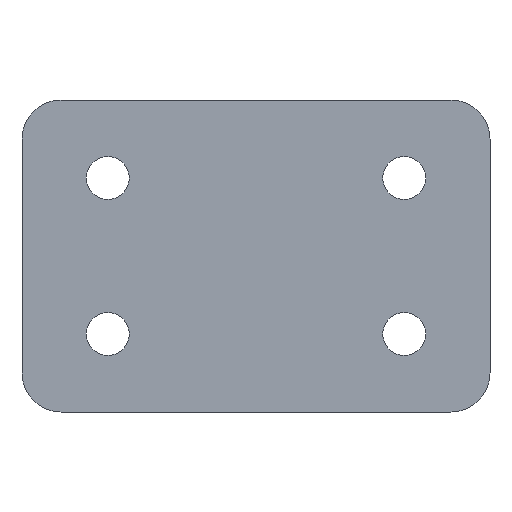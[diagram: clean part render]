
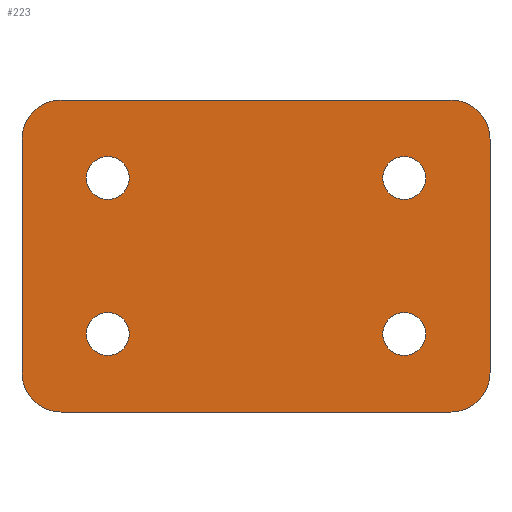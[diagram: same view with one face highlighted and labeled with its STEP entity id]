
A CAD part, front view. The second image highlights one B-rep face of the part: STEP entity #223.
In plain terms, the highlighted planar face has unit normal (0, -1, 0).
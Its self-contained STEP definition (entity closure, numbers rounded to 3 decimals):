
#5 = AXIS2_PLACEMENT_3D ( 'NONE', #609, #148, #114 ) ;
#8 = CIRCLE ( 'NONE', #416, 2.75 ) ;
#9 = CARTESIAN_POINT ( 'NONE',  ( -19., 0., 12.75 ) ) ;
#16 = ORIENTED_EDGE ( 'NONE', *, *, #612, .T. ) ;
#17 = AXIS2_PLACEMENT_3D ( 'NONE', #185, #337, #397 ) ;
#28 = VERTEX_POINT ( 'NONE', #629 ) ;
#32 = DIRECTION ( 'NONE',  ( 0., 0., -1. ) ) ;
#34 = CARTESIAN_POINT ( 'NONE',  ( -25., 0., 15. ) ) ;
#36 = AXIS2_PLACEMENT_3D ( 'NONE', #442, #335, #349 ) ;
#39 = CARTESIAN_POINT ( 'NONE',  ( -25., 0., -20. ) ) ;
#40 = VERTEX_POINT ( 'NONE', #121 ) ;
#44 = CIRCLE ( 'NONE', #17, 5. ) ;
#46 = CARTESIAN_POINT ( 'NONE',  ( 19., 0., 7.25 ) ) ;
#48 = EDGE_CURVE ( 'NONE', #661, #139, #553, .T. ) ;
#56 = DIRECTION ( 'NONE',  ( 0., 1., 0. ) ) ;
#62 = AXIS2_PLACEMENT_3D ( 'NONE', #188, #438, #499 ) ;
#68 = ORIENTED_EDGE ( 'NONE', *, *, #154, .F. ) ;
#74 = EDGE_CURVE ( 'NONE', #517, #220, #361, .T. ) ;
#79 = CARTESIAN_POINT ( 'NONE',  ( -30., 0., 15. ) ) ;
#80 = AXIS2_PLACEMENT_3D ( 'NONE', #109, #260, #217 ) ;
#89 = CARTESIAN_POINT ( 'NONE',  ( 19., 0., -12.75 ) ) ;
#91 = AXIS2_PLACEMENT_3D ( 'NONE', #325, #56, #115 ) ;
#100 = EDGE_LOOP ( 'NONE', ( #641, #652, #378, #569, #556, #251, #68, #343 ) ) ;
#107 = EDGE_CURVE ( 'NONE', #596, #454, #423, .T. ) ;
#109 = CARTESIAN_POINT ( 'NONE',  ( 25., 0., -15. ) ) ;
#110 = VECTOR ( 'NONE', #453, 1000. ) ;
#111 = DIRECTION ( 'NONE',  ( 0., 1., 0. ) ) ;
#114 = DIRECTION ( 'NONE',  ( 0., 0., 1. ) ) ;
#115 = DIRECTION ( 'NONE',  ( 0., 0., 1. ) ) ;
#116 = DIRECTION ( 'NONE',  ( 0., 0., -1. ) ) ;
#121 = CARTESIAN_POINT ( 'NONE',  ( 25., 0., 20. ) ) ;
#124 = VECTOR ( 'NONE', #369, 1000. ) ;
#127 = VERTEX_POINT ( 'NONE', #9 ) ;
#137 = FACE_BOUND ( 'NONE', #193, .T. ) ;
#139 = VERTEX_POINT ( 'NONE', #486 ) ;
#148 = DIRECTION ( 'NONE',  ( 0., 1., 0. ) ) ;
#154 = EDGE_CURVE ( 'NONE', #40, #489, #44, .T. ) ;
#158 = CIRCLE ( 'NONE', #5, 5. ) ;
#159 = VECTOR ( 'NONE', #116, 1000. ) ;
#162 = CARTESIAN_POINT ( 'NONE',  ( -30., 0., -15. ) ) ;
#163 = ORIENTED_EDGE ( 'NONE', *, *, #74, .T. ) ;
#165 = AXIS2_PLACEMENT_3D ( 'NONE', #535, #383, #578 ) ;
#166 = AXIS2_PLACEMENT_3D ( 'NONE', #643, #350, #595 ) ;
#170 = CARTESIAN_POINT ( 'NONE',  ( -25., 0., 20. ) ) ;
#175 = LINE ( 'NONE', #162, #124 ) ;
#177 = EDGE_CURVE ( 'NONE', #504, #648, #495, .T. ) ;
#180 = EDGE_LOOP ( 'NONE', ( #634, #163 ) ) ;
#185 = CARTESIAN_POINT ( 'NONE',  ( 25., 0., 15. ) ) ;
#188 = CARTESIAN_POINT ( 'NONE',  ( -19., 0., 10. ) ) ;
#193 = EDGE_LOOP ( 'NONE', ( #590, #469 ) ) ;
#217 = DIRECTION ( 'NONE',  ( 0., 0., -1. ) ) ;
#220 = VERTEX_POINT ( 'NONE', #89 ) ;
#221 = EDGE_CURVE ( 'NONE', #127, #229, #456, .T. ) ;
#223 = ADVANCED_FACE ( 'NONE', ( #605, #287, #392, #137, #547 ), #342, .F. ) ;
#229 = VERTEX_POINT ( 'NONE', #550 ) ;
#238 = CIRCLE ( 'NONE', #166, 2.75 ) ;
#246 = EDGE_CURVE ( 'NONE', #220, #517, #238, .T. ) ;
#251 = ORIENTED_EDGE ( 'NONE', *, *, #571, .F. ) ;
#260 = DIRECTION ( 'NONE',  ( 0., 1., 0. ) ) ;
#262 = EDGE_CURVE ( 'NONE', #139, #661, #667, .T. ) ;
#276 = CARTESIAN_POINT ( 'NONE',  ( 30., 0., 15. ) ) ;
#279 = DIRECTION ( 'NONE',  ( 0., 1., 0. ) ) ;
#281 = EDGE_LOOP ( 'NONE', ( #16, #348 ) ) ;
#287 = FACE_BOUND ( 'NONE', #614, .T. ) ;
#291 = AXIS2_PLACEMENT_3D ( 'NONE', #460, #465, #560 ) ;
#298 = VERTEX_POINT ( 'NONE', #564 ) ;
#313 = LINE ( 'NONE', #385, #326 ) ;
#316 = CIRCLE ( 'NONE', #407, 2.75 ) ;
#319 = VERTEX_POINT ( 'NONE', #46 ) ;
#325 = CARTESIAN_POINT ( 'NONE',  ( -19., 0., -10. ) ) ;
#326 = VECTOR ( 'NONE', #540, 1000. ) ;
#328 = CARTESIAN_POINT ( 'NONE',  ( 30., 0., -15. ) ) ;
#331 = CARTESIAN_POINT ( 'NONE',  ( 19., 0., 10. ) ) ;
#335 = DIRECTION ( 'NONE',  ( 0., 1., 0. ) ) ;
#337 = DIRECTION ( 'NONE',  ( 0., 1., 0. ) ) ;
#342 = PLANE ( 'NONE',  #524 ) ;
#343 = ORIENTED_EDGE ( 'NONE', *, *, #582, .F. ) ;
#345 = DIRECTION ( 'NONE',  ( 0., 1., 0. ) ) ;
#348 = ORIENTED_EDGE ( 'NONE', *, *, #221, .T. ) ;
#349 = DIRECTION ( 'NONE',  ( 0., 0., -1. ) ) ;
#350 = DIRECTION ( 'NONE',  ( 0., 1., 0. ) ) ;
#361 = CIRCLE ( 'NONE', #165, 2.75 ) ;
#369 = DIRECTION ( 'NONE',  ( 0., 0., 1. ) ) ;
#378 = ORIENTED_EDGE ( 'NONE', *, *, #415, .F. ) ;
#383 = DIRECTION ( 'NONE',  ( 0., 1., 0. ) ) ;
#385 = CARTESIAN_POINT ( 'NONE',  ( -25., 0., 20. ) ) ;
#386 = CARTESIAN_POINT ( 'NONE',  ( -25., 0., 15. ) ) ;
#389 = CARTESIAN_POINT ( 'NONE',  ( 19., 0., 10. ) ) ;
#390 = DIRECTION ( 'NONE',  ( 0., 0., 1. ) ) ;
#392 = FACE_BOUND ( 'NONE', #180, .T. ) ;
#397 = DIRECTION ( 'NONE',  ( 0., 0., 1. ) ) ;
#400 = DIRECTION ( 'NONE',  ( 0., 0., -1. ) ) ;
#407 = AXIS2_PLACEMENT_3D ( 'NONE', #389, #549, #32 ) ;
#415 = EDGE_CURVE ( 'NONE', #648, #561, #158, .T. ) ;
#416 = AXIS2_PLACEMENT_3D ( 'NONE', #331, #279, #400 ) ;
#423 = CIRCLE ( 'NONE', #515, 5. ) ;
#425 = LINE ( 'NONE', #328, #159 ) ;
#438 = DIRECTION ( 'NONE',  ( 0., 1., 0. ) ) ;
#441 = ORIENTED_EDGE ( 'NONE', *, *, #48, .T. ) ;
#442 = CARTESIAN_POINT ( 'NONE',  ( -19., 0., 10. ) ) ;
#453 = DIRECTION ( 'NONE',  ( -1., 0., 0. ) ) ;
#454 = VERTEX_POINT ( 'NONE', #170 ) ;
#456 = CIRCLE ( 'NONE', #62, 2.75 ) ;
#460 = CARTESIAN_POINT ( 'NONE',  ( -19., 0., -10. ) ) ;
#465 = DIRECTION ( 'NONE',  ( 0., 1., 0. ) ) ;
#469 = ORIENTED_EDGE ( 'NONE', *, *, #615, .T. ) ;
#475 = DIRECTION ( 'NONE',  ( 0., 0., 1. ) ) ;
#486 = CARTESIAN_POINT ( 'NONE',  ( -19., 0., -7.25 ) ) ;
#489 = VERTEX_POINT ( 'NONE', #276 ) ;
#495 = LINE ( 'NONE', #39, #110 ) ;
#499 = DIRECTION ( 'NONE',  ( 0., 0., -1. ) ) ;
#504 = VERTEX_POINT ( 'NONE', #624 ) ;
#507 = ORIENTED_EDGE ( 'NONE', *, *, #262, .T. ) ;
#515 = AXIS2_PLACEMENT_3D ( 'NONE', #386, #111, #475 ) ;
#517 = VERTEX_POINT ( 'NONE', #628 ) ;
#524 = AXIS2_PLACEMENT_3D ( 'NONE', #34, #345, #390 ) ;
#530 = EDGE_CURVE ( 'NONE', #28, #504, #627, .T. ) ;
#535 = CARTESIAN_POINT ( 'NONE',  ( 19., 0., -10. ) ) ;
#540 = DIRECTION ( 'NONE',  ( 1., 0., 0. ) ) ;
#547 = FACE_BOUND ( 'NONE', #281, .T. ) ;
#549 = DIRECTION ( 'NONE',  ( 0., 1., 0. ) ) ;
#550 = CARTESIAN_POINT ( 'NONE',  ( -19., 0., 7.25 ) ) ;
#553 = CIRCLE ( 'NONE', #91, 2.75 ) ;
#556 = ORIENTED_EDGE ( 'NONE', *, *, #530, .F. ) ;
#557 = CIRCLE ( 'NONE', #36, 2.75 ) ;
#560 = DIRECTION ( 'NONE',  ( 0., 0., 1. ) ) ;
#561 = VERTEX_POINT ( 'NONE', #635 ) ;
#564 = CARTESIAN_POINT ( 'NONE',  ( 19., 0., 12.75 ) ) ;
#565 = EDGE_CURVE ( 'NONE', #561, #596, #175, .T. ) ;
#569 = ORIENTED_EDGE ( 'NONE', *, *, #177, .F. ) ;
#571 = EDGE_CURVE ( 'NONE', #489, #28, #425, .T. ) ;
#578 = DIRECTION ( 'NONE',  ( 0., 0., 1. ) ) ;
#582 = EDGE_CURVE ( 'NONE', #454, #40, #313, .T. ) ;
#590 = ORIENTED_EDGE ( 'NONE', *, *, #631, .T. ) ;
#595 = DIRECTION ( 'NONE',  ( 0., 0., 1. ) ) ;
#596 = VERTEX_POINT ( 'NONE', #79 ) ;
#597 = CARTESIAN_POINT ( 'NONE',  ( -19., 0., -12.75 ) ) ;
#605 = FACE_OUTER_BOUND ( 'NONE', #100, .T. ) ;
#609 = CARTESIAN_POINT ( 'NONE',  ( -25., 0., -15. ) ) ;
#612 = EDGE_CURVE ( 'NONE', #229, #127, #557, .T. ) ;
#614 = EDGE_LOOP ( 'NONE', ( #441, #507 ) ) ;
#615 = EDGE_CURVE ( 'NONE', #298, #319, #8, .T. ) ;
#624 = CARTESIAN_POINT ( 'NONE',  ( 25., 0., -20. ) ) ;
#627 = CIRCLE ( 'NONE', #80, 5. ) ;
#628 = CARTESIAN_POINT ( 'NONE',  ( 19., 0., -7.25 ) ) ;
#629 = CARTESIAN_POINT ( 'NONE',  ( 30., 0., -15. ) ) ;
#631 = EDGE_CURVE ( 'NONE', #319, #298, #316, .T. ) ;
#634 = ORIENTED_EDGE ( 'NONE', *, *, #246, .T. ) ;
#635 = CARTESIAN_POINT ( 'NONE',  ( -30., 0., -15. ) ) ;
#641 = ORIENTED_EDGE ( 'NONE', *, *, #107, .F. ) ;
#643 = CARTESIAN_POINT ( 'NONE',  ( 19., 0., -10. ) ) ;
#646 = CARTESIAN_POINT ( 'NONE',  ( -25., 0., -20. ) ) ;
#648 = VERTEX_POINT ( 'NONE', #646 ) ;
#652 = ORIENTED_EDGE ( 'NONE', *, *, #565, .F. ) ;
#661 = VERTEX_POINT ( 'NONE', #597 ) ;
#667 = CIRCLE ( 'NONE', #291, 2.75 ) ;
